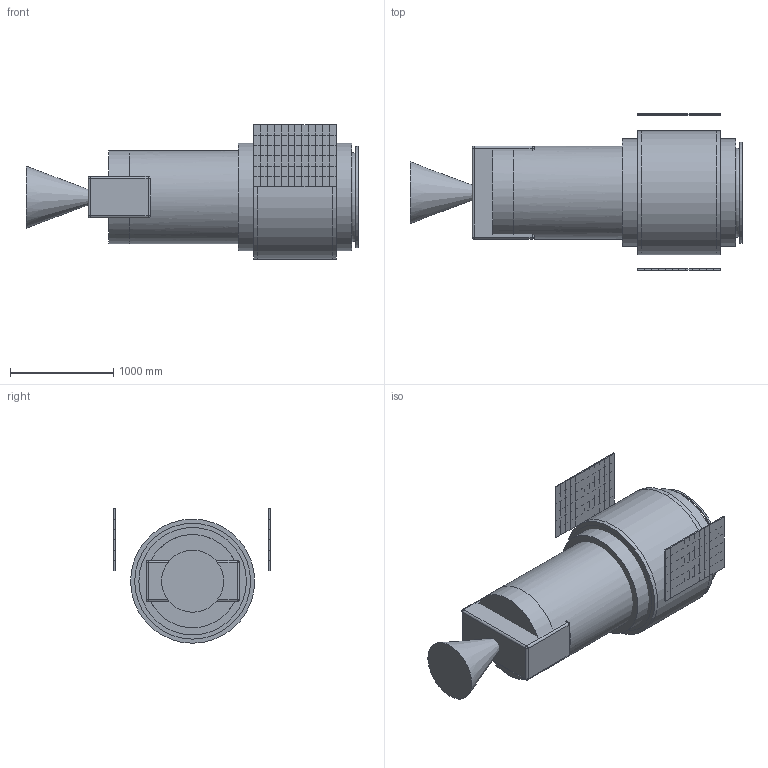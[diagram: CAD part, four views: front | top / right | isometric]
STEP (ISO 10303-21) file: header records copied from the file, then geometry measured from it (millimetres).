
FILE_DESCRIPTION(('FreeCAD Model'),'2;1');
FILE_NAME('Open CASCADE Shape Model','2025-10-30T19:27:04',('Author'),( ''),'Open CASCADE STEP processor 7.8','FreeCAD','Unknown');
FILE_SCHEMA(('AUTOMOTIVE_DESIGN { 1 0 10303 214 1 1 1 1 }'));
Length unit declared in the file: millimetre
Products named in the file (13): Nozzle_Mount_Fillet; Tungsten_Nozzle_Rim; Reactor_Coils; Tungsten_Posterior; Solar_Panel_L; Cockpit_Block; Hull_Shell; Thermal_Insulation_Wrap; Reactor_Core; Shield_Moderator; Panel_Arm; Solar_Panel_R; Reactor_Rings
Bounding box: 3210 x 1512 x 1300 mm (x, y, z)
Volume: 4654143374 mm3; surface area: 40082827.5 mm2
Topology: 22 solids, 22 shells, 1329 faces, 2786 edges, 1254 vertices
Faces by surface type: plane 1281, cylinder 24, torus 14, sphere 8, cone 2
Full cylindrical faces by diameter (mm): 80 x1, 780 x1, 800 x2, 840 x1, 900 x2, 960 x1, 980 x1, 1040 x1, 1200 x2
Entity records: 68355 total; most frequent: CARTESIAN_POINT 11875, DIRECTION 10122, LINE 7241, VECTOR 7241, ORIENTED_EDGE 5554, PCURVE 5554, DEFINITIONAL_REPRESENTATION 5554, EDGE_CURVE 2777
